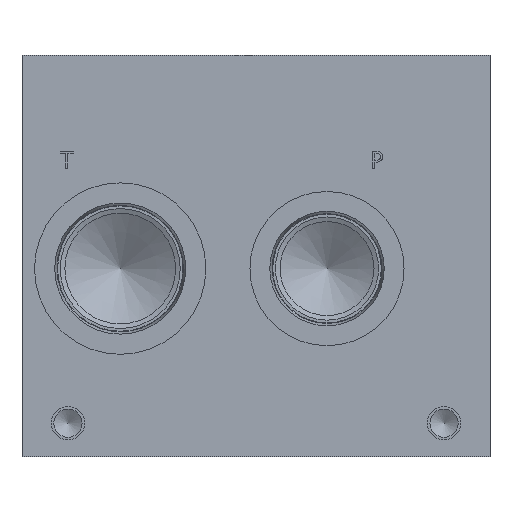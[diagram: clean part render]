
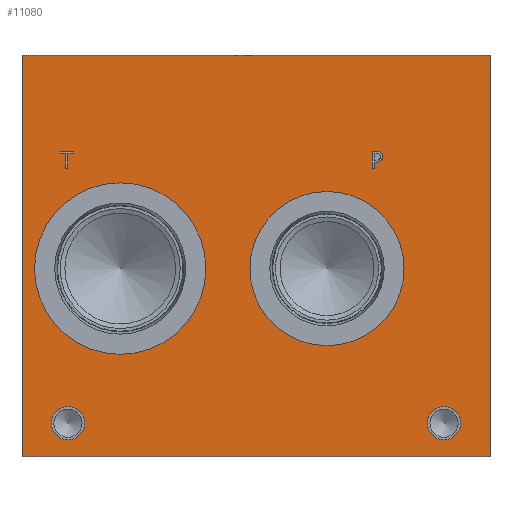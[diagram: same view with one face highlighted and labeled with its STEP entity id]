
A CAD part, left-side view. The second image highlights one B-rep face of the part: STEP entity #11080.
In plain terms, the highlighted planar face has unit normal (-1, 0, 0).
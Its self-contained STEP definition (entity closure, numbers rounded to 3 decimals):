
#139=CIRCLE('',#11685,6.35);
#140=CIRCLE('',#11686,6.35);
#141=CIRCLE('',#11687,6.35);
#142=CIRCLE('',#11688,6.35);
#143=CIRCLE('',#11689,29.286);
#144=CIRCLE('',#11690,29.286);
#145=CIRCLE('',#11691,32.563);
#146=CIRCLE('',#11692,32.563);
#390=FACE_BOUND('',#1534,.T.);
#391=FACE_BOUND('',#1535,.T.);
#392=FACE_BOUND('',#1536,.T.);
#393=FACE_BOUND('',#1537,.T.);
#394=FACE_BOUND('',#1538,.T.);
#395=FACE_BOUND('',#1539,.T.);
#501=B_SPLINE_CURVE_WITH_KNOTS('',2,(#15384,#15385,#15386,#15387),
 .UNSPECIFIED.,.F.,.F.,(3,1,3),(0.,1.,2.),.UNSPECIFIED.);
#503=B_SPLINE_CURVE_WITH_KNOTS('',2,(#15405,#15406,#15407,#15408),
 .UNSPECIFIED.,.F.,.F.,(3,1,3),(0.,1.,2.),.UNSPECIFIED.);
#505=B_SPLINE_CURVE_WITH_KNOTS('',2,(#15454,#15455,#15456,#15457),
 .UNSPECIFIED.,.F.,.F.,(3,1,3),(0.,1.,2.),.UNSPECIFIED.);
#507=B_SPLINE_CURVE_WITH_KNOTS('',2,(#15472,#15473,#15474,#15475),
 .UNSPECIFIED.,.F.,.F.,(3,1,3),(0.,1.,2.),.UNSPECIFIED.);
#927=FACE_OUTER_BOUND('',#1533,.T.);
#1533=EDGE_LOOP('',(#7358,#7359,#7360,#7361));
#1534=EDGE_LOOP('',(#7362,#7363,#7364,#7365,#7366,#7367,#7368,#7369));
#1535=EDGE_LOOP('',(#7370,#7371));
#1536=EDGE_LOOP('',(#7372,#7373));
#1537=EDGE_LOOP('',(#7374,#7375));
#1538=EDGE_LOOP('',(#7376,#7377));
#1539=EDGE_LOOP('',(#7378,#7379,#7380,#7381,#7382,#7383,#7384,#7385,#7386));
#2248=LINE('',#15234,#3339);
#2252=LINE('',#15242,#3343);
#2255=LINE('',#15248,#3346);
#2258=LINE('',#15254,#3349);
#2261=LINE('',#15260,#3352);
#2264=LINE('',#15266,#3355);
#2267=LINE('',#15272,#3358);
#2270=LINE('',#15277,#3361);
#2288=LINE('',#15417,#3379);
#2291=LINE('',#15423,#3382);
#2294=LINE('',#15429,#3385);
#2297=LINE('',#15435,#3388);
#2300=LINE('',#15441,#3391);
#2304=LINE('',#15484,#3395);
#2305=LINE('',#15486,#3396);
#2306=LINE('',#15488,#3397);
#2307=LINE('',#15489,#3398);
#3339=VECTOR('',#12527,10.);
#3343=VECTOR('',#12533,10.);
#3346=VECTOR('',#12538,10.);
#3349=VECTOR('',#12543,10.);
#3352=VECTOR('',#12548,10.);
#3355=VECTOR('',#12553,10.);
#3358=VECTOR('',#12558,10.);
#3361=VECTOR('',#12563,10.);
#3379=VECTOR('',#12591,10.);
#3382=VECTOR('',#12596,10.);
#3385=VECTOR('',#12601,10.);
#3388=VECTOR('',#12606,10.);
#3391=VECTOR('',#12611,10.);
#3395=VECTOR('',#12619,10.);
#3396=VECTOR('',#12620,10.);
#3397=VECTOR('',#12621,10.);
#3398=VECTOR('',#12622,10.);
#4418=VERTEX_POINT('',#15232);
#4419=VERTEX_POINT('',#15233);
#4422=VERTEX_POINT('',#15241);
#4424=VERTEX_POINT('',#15247);
#4426=VERTEX_POINT('',#15253);
#4428=VERTEX_POINT('',#15259);
#4430=VERTEX_POINT('',#15265);
#4432=VERTEX_POINT('',#15271);
#4448=VERTEX_POINT('',#15382);
#4449=VERTEX_POINT('',#15383);
#4452=VERTEX_POINT('',#15404);
#4454=VERTEX_POINT('',#15416);
#4456=VERTEX_POINT('',#15422);
#4458=VERTEX_POINT('',#15428);
#4460=VERTEX_POINT('',#15434);
#4462=VERTEX_POINT('',#15440);
#4464=VERTEX_POINT('',#15453);
#4466=VERTEX_POINT('',#15482);
#4467=VERTEX_POINT('',#15483);
#4468=VERTEX_POINT('',#15485);
#4469=VERTEX_POINT('',#15487);
#4470=VERTEX_POINT('',#15490);
#4471=VERTEX_POINT('',#15491);
#4472=VERTEX_POINT('',#15494);
#4473=VERTEX_POINT('',#15495);
#4474=VERTEX_POINT('',#15498);
#4475=VERTEX_POINT('',#15499);
#4476=VERTEX_POINT('',#15502);
#4477=VERTEX_POINT('',#15503);
#5551=EDGE_CURVE('',#4418,#4419,#2248,.T.);
#5555=EDGE_CURVE('',#4422,#4418,#2252,.T.);
#5558=EDGE_CURVE('',#4424,#4422,#2255,.T.);
#5561=EDGE_CURVE('',#4426,#4424,#2258,.T.);
#5564=EDGE_CURVE('',#4428,#4426,#2261,.T.);
#5567=EDGE_CURVE('',#4430,#4428,#2264,.T.);
#5570=EDGE_CURVE('',#4432,#4430,#2267,.T.);
#5573=EDGE_CURVE('',#4419,#4432,#2270,.T.);
#5596=EDGE_CURVE('',#4448,#4449,#501,.T.);
#5600=EDGE_CURVE('',#4452,#4448,#503,.T.);
#5603=EDGE_CURVE('',#4454,#4452,#2288,.T.);
#5606=EDGE_CURVE('',#4456,#4454,#2291,.T.);
#5609=EDGE_CURVE('',#4458,#4456,#2294,.T.);
#5612=EDGE_CURVE('',#4460,#4458,#2297,.T.);
#5615=EDGE_CURVE('',#4462,#4460,#2300,.T.);
#5618=EDGE_CURVE('',#4464,#4462,#505,.T.);
#5621=EDGE_CURVE('',#4449,#4464,#507,.T.);
#5623=EDGE_CURVE('',#4466,#4467,#2304,.T.);
#5624=EDGE_CURVE('',#4467,#4468,#2305,.T.);
#5625=EDGE_CURVE('',#4469,#4468,#2306,.T.);
#5626=EDGE_CURVE('',#4466,#4469,#2307,.T.);
#5627=EDGE_CURVE('',#4470,#4471,#139,.T.);
#5628=EDGE_CURVE('',#4471,#4470,#140,.T.);
#5629=EDGE_CURVE('',#4472,#4473,#141,.T.);
#5630=EDGE_CURVE('',#4473,#4472,#142,.T.);
#5631=EDGE_CURVE('',#4474,#4475,#143,.T.);
#5632=EDGE_CURVE('',#4475,#4474,#144,.T.);
#5633=EDGE_CURVE('',#4476,#4477,#145,.T.);
#5634=EDGE_CURVE('',#4477,#4476,#146,.T.);
#7358=ORIENTED_EDGE('',*,*,#5623,.T.);
#7359=ORIENTED_EDGE('',*,*,#5624,.T.);
#7360=ORIENTED_EDGE('',*,*,#5625,.F.);
#7361=ORIENTED_EDGE('',*,*,#5626,.F.);
#7362=ORIENTED_EDGE('',*,*,#5551,.T.);
#7363=ORIENTED_EDGE('',*,*,#5573,.T.);
#7364=ORIENTED_EDGE('',*,*,#5570,.T.);
#7365=ORIENTED_EDGE('',*,*,#5567,.T.);
#7366=ORIENTED_EDGE('',*,*,#5564,.T.);
#7367=ORIENTED_EDGE('',*,*,#5561,.T.);
#7368=ORIENTED_EDGE('',*,*,#5558,.T.);
#7369=ORIENTED_EDGE('',*,*,#5555,.T.);
#7370=ORIENTED_EDGE('',*,*,#5627,.T.);
#7371=ORIENTED_EDGE('',*,*,#5628,.T.);
#7372=ORIENTED_EDGE('',*,*,#5629,.T.);
#7373=ORIENTED_EDGE('',*,*,#5630,.T.);
#7374=ORIENTED_EDGE('',*,*,#5631,.T.);
#7375=ORIENTED_EDGE('',*,*,#5632,.T.);
#7376=ORIENTED_EDGE('',*,*,#5633,.T.);
#7377=ORIENTED_EDGE('',*,*,#5634,.T.);
#7378=ORIENTED_EDGE('',*,*,#5596,.T.);
#7379=ORIENTED_EDGE('',*,*,#5621,.T.);
#7380=ORIENTED_EDGE('',*,*,#5618,.T.);
#7381=ORIENTED_EDGE('',*,*,#5615,.T.);
#7382=ORIENTED_EDGE('',*,*,#5612,.T.);
#7383=ORIENTED_EDGE('',*,*,#5609,.T.);
#7384=ORIENTED_EDGE('',*,*,#5606,.T.);
#7385=ORIENTED_EDGE('',*,*,#5603,.T.);
#7386=ORIENTED_EDGE('',*,*,#5600,.T.);
#10275=PLANE('',#11684);
#11080=ADVANCED_FACE('',(#927,#390,#391,#392,#393,#394,#395),#10275,.T.);
#11684=AXIS2_PLACEMENT_3D('',#15481,#12617,#12618);
#11685=AXIS2_PLACEMENT_3D('',#15492,#12623,#12624);
#11686=AXIS2_PLACEMENT_3D('',#15493,#12625,#12626);
#11687=AXIS2_PLACEMENT_3D('',#15496,#12627,#12628);
#11688=AXIS2_PLACEMENT_3D('',#15497,#12629,#12630);
#11689=AXIS2_PLACEMENT_3D('',#15500,#12631,#12632);
#11690=AXIS2_PLACEMENT_3D('',#15501,#12633,#12634);
#11691=AXIS2_PLACEMENT_3D('',#15504,#12635,#12636);
#11692=AXIS2_PLACEMENT_3D('',#15505,#12637,#12638);
#12527=DIRECTION('',(0.,1.,0.));
#12533=DIRECTION('',(0.,0.,-1.));
#12538=DIRECTION('',(0.,1.,0.));
#12543=DIRECTION('',(0.,0.,-1.));
#12548=DIRECTION('',(0.,-1.,0.));
#12553=DIRECTION('',(0.,0.,1.));
#12558=DIRECTION('',(0.,1.,0.));
#12563=DIRECTION('',(0.,0.,1.));
#12591=DIRECTION('',(0.,-1.,0.));
#12596=DIRECTION('',(0.,0.,1.));
#12601=DIRECTION('',(0.,1.,0.));
#12606=DIRECTION('',(0.,0.,-1.));
#12611=DIRECTION('',(0.,1.,0.));
#12617=DIRECTION('center_axis',(-1.,0.,0.));
#12618=DIRECTION('ref_axis',(0.,-1.,0.));
#12619=DIRECTION('',(0.,-1.,0.));
#12620=DIRECTION('',(0.,0.,1.));
#12621=DIRECTION('',(0.,-1.,0.));
#12622=DIRECTION('',(0.,0.,1.));
#12623=DIRECTION('center_axis',(1.,0.,0.));
#12624=DIRECTION('ref_axis',(0.,1.,0.));
#12625=DIRECTION('center_axis',(1.,0.,0.));
#12626=DIRECTION('ref_axis',(0.,1.,0.));
#12627=DIRECTION('center_axis',(1.,0.,0.));
#12628=DIRECTION('ref_axis',(0.,1.,0.));
#12629=DIRECTION('center_axis',(1.,0.,0.));
#12630=DIRECTION('ref_axis',(0.,1.,0.));
#12631=DIRECTION('center_axis',(1.,0.,0.));
#12632=DIRECTION('ref_axis',(0.,0.,1.));
#12633=DIRECTION('center_axis',(1.,0.,0.));
#12634=DIRECTION('ref_axis',(0.,0.,1.));
#12635=DIRECTION('center_axis',(1.,0.,0.));
#12636=DIRECTION('ref_axis',(0.,0.,1.));
#12637=DIRECTION('center_axis',(1.,0.,0.));
#12638=DIRECTION('ref_axis',(0.,0.,1.));
#15232=CARTESIAN_POINT('',(0.,160.378,109.525));
#15233=CARTESIAN_POINT('',(0.,161.222,109.525));
#15234=CARTESIAN_POINT('',(0.,169.089,109.525));
#15241=CARTESIAN_POINT('',(0.,160.378,115.124));
#15242=CARTESIAN_POINT('',(0.,160.378,57.562));
#15247=CARTESIAN_POINT('',(0.,158.248,115.124));
#15248=CARTESIAN_POINT('',(0.,168.024,115.124));
#15253=CARTESIAN_POINT('',(0.,158.248,115.875));
#15254=CARTESIAN_POINT('',(0.,158.248,57.937));
#15259=CARTESIAN_POINT('',(0.,163.353,115.875));
#15260=CARTESIAN_POINT('',(0.,170.576,115.875));
#15265=CARTESIAN_POINT('',(0.,163.353,115.124));
#15266=CARTESIAN_POINT('',(0.,163.353,57.562));
#15271=CARTESIAN_POINT('',(0.,161.222,115.124));
#15272=CARTESIAN_POINT('',(0.,169.511,115.124));
#15277=CARTESIAN_POINT('',(0.,161.222,54.762));
#15382=CARTESIAN_POINT('',(0.,41.515,115.479));
#15383=CARTESIAN_POINT('',(0.,40.758,113.961));
#15384=CARTESIAN_POINT('Ctrl Pts',(0.,41.515,115.479));
#15385=CARTESIAN_POINT('Ctrl Pts',(0.,41.16,115.237));
#15386=CARTESIAN_POINT('Ctrl Pts',(0.,40.758,114.491));
#15387=CARTESIAN_POINT('Ctrl Pts',(0.,40.758,113.961));
#15404=CARTESIAN_POINT('',(0.,43.177,115.875));
#15405=CARTESIAN_POINT('Ctrl Pts',(0.,43.177,115.875));
#15406=CARTESIAN_POINT('Ctrl Pts',(0.,42.611,115.875));
#15407=CARTESIAN_POINT('Ctrl Pts',(0.,41.818,115.69));
#15408=CARTESIAN_POINT('Ctrl Pts',(0.,41.515,115.479));
#15416=CARTESIAN_POINT('',(0.,44.772,115.875));
#15417=CARTESIAN_POINT('',(0.,111.286,115.875));
#15422=CARTESIAN_POINT('',(0.,44.772,109.525));
#15423=CARTESIAN_POINT('',(0.,44.772,54.762));
#15428=CARTESIAN_POINT('',(0.,43.928,109.525));
#15429=CARTESIAN_POINT('',(0.,110.864,109.525));
#15434=CARTESIAN_POINT('',(0.,43.928,111.892));
#15435=CARTESIAN_POINT('',(0.,43.928,55.946));
#15440=CARTESIAN_POINT('',(0.,43.213,111.892));
#15441=CARTESIAN_POINT('',(0.,110.506,111.892));
#15453=CARTESIAN_POINT('',(0.,41.314,112.551));
#15454=CARTESIAN_POINT('Ctrl Pts',(0.,41.314,112.551));
#15455=CARTESIAN_POINT('Ctrl Pts',(0.,41.643,112.226));
#15456=CARTESIAN_POINT('Ctrl Pts',(0.,42.534,111.892));
#15457=CARTESIAN_POINT('Ctrl Pts',(0.,43.213,111.892));
#15472=CARTESIAN_POINT('Ctrl Pts',(0.,40.758,113.961));
#15473=CARTESIAN_POINT('Ctrl Pts',(0.,40.758,113.549));
#15474=CARTESIAN_POINT('Ctrl Pts',(0.,41.052,112.808));
#15475=CARTESIAN_POINT('Ctrl Pts',(0.,41.314,112.551));
#15481=CARTESIAN_POINT('Origin',(0.,177.8,0.));
#15482=CARTESIAN_POINT('',(0.,177.8,0.));
#15483=CARTESIAN_POINT('',(0.,0.,0.));
#15484=CARTESIAN_POINT('',(0.,177.8,0.));
#15485=CARTESIAN_POINT('',(0.,0.,152.4));
#15486=CARTESIAN_POINT('',(0.,0.,0.));
#15487=CARTESIAN_POINT('',(0.,177.8,152.4));
#15488=CARTESIAN_POINT('',(0.,177.8,152.4));
#15489=CARTESIAN_POINT('',(0.,177.8,0.));
#15490=CARTESIAN_POINT('',(0.,23.825,12.7));
#15491=CARTESIAN_POINT('',(0.,11.125,12.7));
#15492=CARTESIAN_POINT('Origin',(0.,17.475,12.7));
#15493=CARTESIAN_POINT('Origin',(0.,17.475,12.7));
#15494=CARTESIAN_POINT('',(0.,166.675,12.7));
#15495=CARTESIAN_POINT('',(0.,153.975,12.7));
#15496=CARTESIAN_POINT('Origin',(0.,160.325,12.7));
#15497=CARTESIAN_POINT('Origin',(0.,160.325,12.7));
#15498=CARTESIAN_POINT('',(0.,61.925,100.711));
#15499=CARTESIAN_POINT('',(0.,61.925,42.139));
#15500=CARTESIAN_POINT('Origin',(0.,61.925,71.425));
#15501=CARTESIAN_POINT('Origin',(0.,61.925,71.425));
#15502=CARTESIAN_POINT('',(0.,140.487,103.988));
#15503=CARTESIAN_POINT('',(0.,140.487,38.862));
#15504=CARTESIAN_POINT('Origin',(0.,140.487,71.425));
#15505=CARTESIAN_POINT('Origin',(0.,140.487,71.425));
